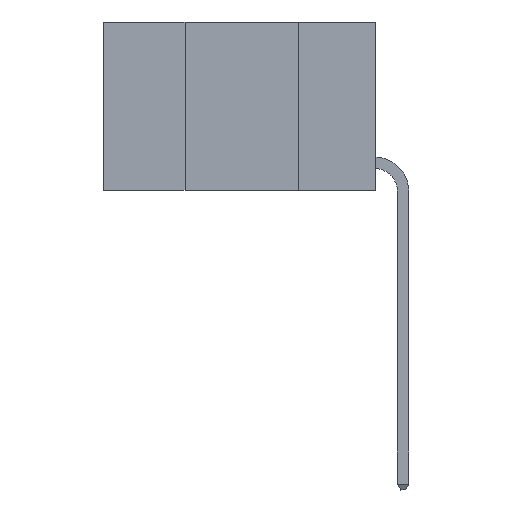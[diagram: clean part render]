
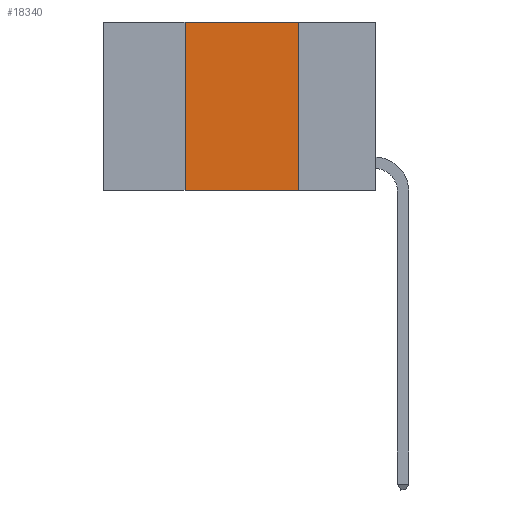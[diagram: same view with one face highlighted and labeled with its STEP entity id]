
A CAD part, left-side view. The second image highlights one B-rep face of the part: STEP entity #18340.
In plain terms, the highlighted planar face has unit normal (-1, 0, 0).
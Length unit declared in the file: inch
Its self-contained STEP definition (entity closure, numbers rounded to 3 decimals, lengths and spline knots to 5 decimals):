
#4 = CARTESIAN_POINT ( 'NONE',  ( 0., 0.6, 0. ) ) ;
#549 = VECTOR ( 'NONE', #2334, 39.37008 ) ;
#1365 = EDGE_LOOP ( 'NONE', ( #5166, #4084, #15843, #17926 ) ) ;
#1453 = PLANE ( 'NONE',  #2142 ) ;
#1476 = LINE ( 'NONE', #4, #9993 ) ;
#1735 = DIRECTION ( 'NONE',  ( 0., 0., -1. ) ) ;
#2142 = AXIS2_PLACEMENT_3D ( 'NONE', #16749, #5991, #1735 ) ;
#2334 = DIRECTION ( 'NONE',  ( 0., 0., 1. ) ) ;
#2598 = VERTEX_POINT ( 'NONE', #17971 ) ;
#3063 = CARTESIAN_POINT ( 'NONE',  ( 0., 0.17, -0.37 ) ) ;
#3809 = EDGE_CURVE ( 'NONE', #2598, #12931, #17188, .T. ) ;
#4084 = ORIENTED_EDGE ( 'NONE', *, *, #17506, .F. ) ;
#4808 = VECTOR ( 'NONE', #12629, 39.37008 ) ;
#4835 = EDGE_CURVE ( 'NONE', #7509, #8006, #6798, .T. ) ;
#5166 = ORIENTED_EDGE ( 'NONE', *, *, #3809, .F. ) ;
#5991 = DIRECTION ( 'NONE',  ( 1., 0., 0. ) ) ;
#6739 = CARTESIAN_POINT ( 'NONE',  ( 0., 0.17, 0. ) ) ;
#6798 = LINE ( 'NONE', #12773, #549 ) ;
#7509 = VERTEX_POINT ( 'NONE', #8860 ) ;
#8006 = VERTEX_POINT ( 'NONE', #10414 ) ;
#8860 = CARTESIAN_POINT ( 'NONE',  ( 0., 0.42, -0.37 ) ) ;
#9993 = VECTOR ( 'NONE', #18045, 39.37008 ) ;
#10414 = CARTESIAN_POINT ( 'NONE',  ( 0., 0.42, 0. ) ) ;
#10927 = EDGE_CURVE ( 'NONE', #7509, #12931, #17713, .T. ) ;
#11679 = CARTESIAN_POINT ( 'NONE',  ( 0., 0.6, -0.37 ) ) ;
#12629 = DIRECTION ( 'NONE',  ( 0., 0., -1. ) ) ;
#12773 = CARTESIAN_POINT ( 'NONE',  ( 0., 0.42, 0. ) ) ;
#12931 = VERTEX_POINT ( 'NONE', #3063 ) ;
#14973 = FACE_OUTER_BOUND ( 'NONE', #1365, .T. ) ;
#15843 = ORIENTED_EDGE ( 'NONE', *, *, #4835, .F. ) ;
#16749 = CARTESIAN_POINT ( 'NONE',  ( 0., 0.6, 0. ) ) ;
#17188 = LINE ( 'NONE', #6739, #4808 ) ;
#17506 = EDGE_CURVE ( 'NONE', #8006, #2598, #1476, .T. ) ;
#17534 = DIRECTION ( 'NONE',  ( 0., -1., 0. ) ) ;
#17713 = LINE ( 'NONE', #11679, #19331 ) ;
#17926 = ORIENTED_EDGE ( 'NONE', *, *, #10927, .T. ) ;
#17971 = CARTESIAN_POINT ( 'NONE',  ( 0., 0.17, 0. ) ) ;
#18045 = DIRECTION ( 'NONE',  ( 0., -1., 0. ) ) ;
#18340 = ADVANCED_FACE ( 'NONE', ( #14973 ), #1453, .F. ) ;
#19331 = VECTOR ( 'NONE', #17534, 39.37008 ) ;
